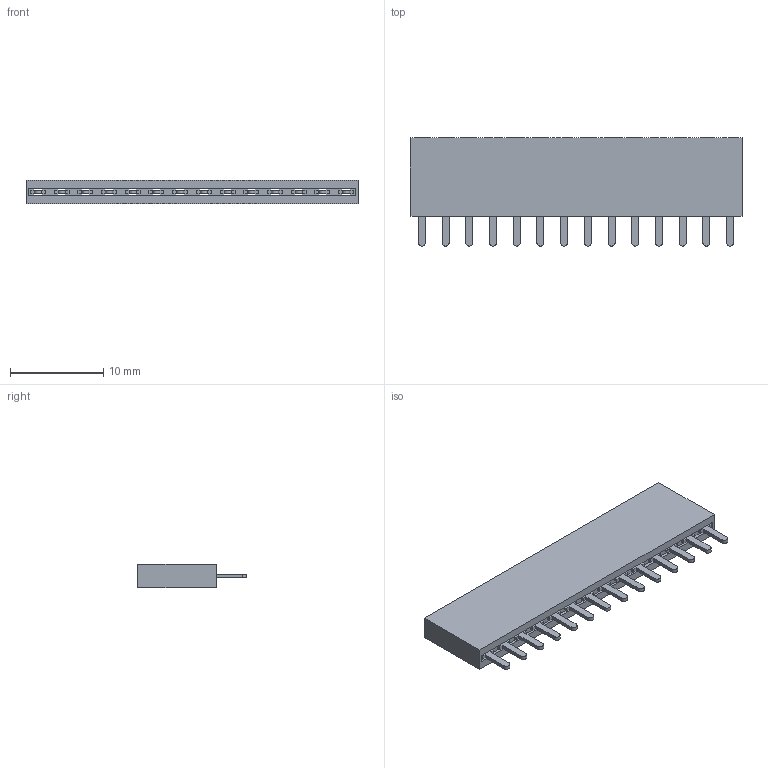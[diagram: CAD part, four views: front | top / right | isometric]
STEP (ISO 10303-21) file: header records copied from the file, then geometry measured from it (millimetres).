
FILE_DESCRIPTION (( 'STEP AP214' ), '1' );
FILE_NAME ('User Library-pbs-14.STEP', '2020-04-01T22:27:23', ( '' ), ( '' ), 'SwSTEP 2.0', 'SolidWorks 2019', '' );
FILE_SCHEMA (( 'AUTOMOTIVE_DESIGN' ));
Length unit declared in the file: millimetre
Products named in the file (1): User Library-pbs-14
Bounding box: 35.56 x 11.6 x 2.54 mm (x, y, z)
Volume: 706.4 mm3; surface area: 1352.4 mm2
Topology: 1 solids, 1 shells, 333 faces, 1004 edges, 632 vertices
Faces by surface type: plane 319, cylinder 14
Entity records: 14719 total; most frequent: ORIENTED_EDGE 2008, CARTESIAN_POINT 1970, DIRECTION 1700, EDGE_CURVE 1004, LINE 976, VECTOR 976, VERTEX_POINT 632, AXIS2_PLACEMENT_3D 362
